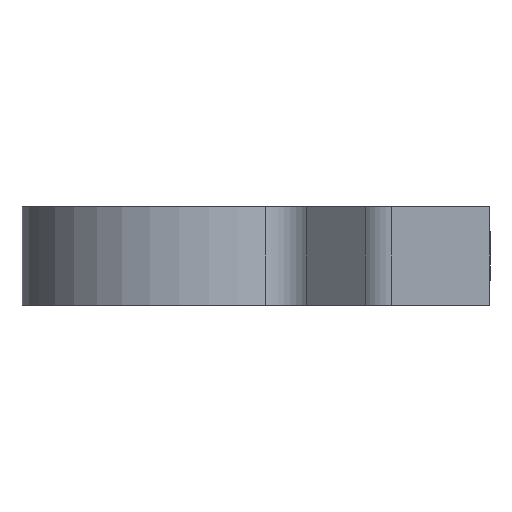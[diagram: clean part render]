
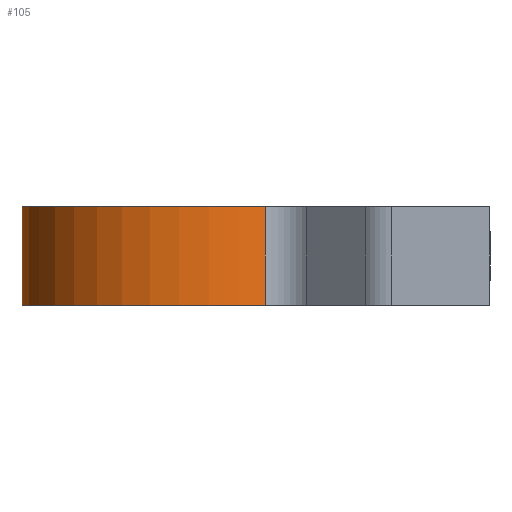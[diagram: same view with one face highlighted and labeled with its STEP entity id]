
A CAD part, left-side view. The second image highlights one B-rep face of the part: STEP entity #105.
In plain terms, the highlighted cylindrical face has radius 14 mm (diameter 28 mm), a partial arc.
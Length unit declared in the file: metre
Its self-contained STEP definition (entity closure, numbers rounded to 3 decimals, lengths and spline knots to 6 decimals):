
#105 = ADVANCED_FACE( 'NONE', ( #243 ), #244, .T. );
#243 = FACE_OUTER_BOUND( '', #735, .T. );
#244 = CYLINDRICAL_SURFACE( '', #736, 0.014 );
#735 = EDGE_LOOP( '', ( #2631, #2632, #2633, #2634, #2635, #2636 ) );
#736 = AXIS2_PLACEMENT_3D( '', #2637, #2638, #2639 );
#2631 = ORIENTED_EDGE( '', *, *, #3363, .F. );
#2632 = ORIENTED_EDGE( '', *, *, #3370, .T. );
#2633 = ORIENTED_EDGE( '', *, *, #3496, .F. );
#2634 = ORIENTED_EDGE( '', *, *, #3497, .T. );
#2635 = ORIENTED_EDGE( '', *, *, #3498, .T. );
#2636 = ORIENTED_EDGE( '', *, *, #3499, .T. );
#2637 = CARTESIAN_POINT( '', ( 0., 0., 0.008 ) );
#2638 = DIRECTION( '', ( 0., 0., 1. ) );
#2639 = DIRECTION( '', ( -1., 0., 0. ) );
#3363 = EDGE_CURVE( 'NONE', #3859, #3861, #3862, .T. );
#3370 = EDGE_CURVE( 'NONE', #3859, #3869, #3872, .T. );
#3496 = EDGE_CURVE( 'NONE', #4103, #3869, #4104, .T. );
#3497 = EDGE_CURVE( 'NONE', #4103, #4105, #4106, .T. );
#3498 = EDGE_CURVE( 'NONE', #4105, #4107, #4108, .T. );
#3499 = EDGE_CURVE( 'NONE', #4107, #3861, #4109, .T. );
#3859 = VERTEX_POINT( 'NONE', #5271 );
#3861 = VERTEX_POINT( 'NONE', #5273 );
#3862 = CIRCLE( '', #5274, 0.014 );
#3869 = VERTEX_POINT( 'NONE', #5283 );
#3872 = LINE( '', #5299, #5300 );
#4103 = VERTEX_POINT( 'NONE', #6908 );
#4104 = B_SPLINE_CURVE_WITH_KNOTS( '', 3, ( #6909, #6910, #6911, #6912, #6913, #6914, #6915, #6916, #6917, #6918, #6919, #6920, #6921, #6922, #6923, #6924, #6925, #6926, #6927, #6928, #6929 ), .UNSPECIFIED., .F., .F., ( 4, 1, 1, 1, 1, 1, 1, 1, 1, 1, 1, 1, 1, 1, 1, 1, 1, 1, 4 ), ( 0., 0.032211, 0.063671, 0.094424, 0.124515, 0.18858, 0.249458, 0.313386, 0.374467, 0.4375, 0.499308, 0.561268, 0.624449, 0.68573, 0.749882, 0.810615, 0.874535, 0.935825, 1. ), .UNSPECIFIED. );
#4105 = VERTEX_POINT( 'NONE', #6930 );
#4106 = LINE( '', #6931, #6932 );
#4107 = VERTEX_POINT( 'NONE', #6933 );
#4108 = CIRCLE( '', #6934, 0.014 );
#4109 = LINE( '', #6935, #6936 );
#5271 = CARTESIAN_POINT( '', ( 0.012353, 0.006588, 0.008 ) );
#5273 = CARTESIAN_POINT( '', ( -0.012756, -0.005768, 0.008 ) );
#5274 = AXIS2_PLACEMENT_3D( '', #9198, #9199, #9200 );
#5283 = CARTESIAN_POINT( '', ( 0.012353, 0.006588, 0.006768 ) );
#5299 = CARTESIAN_POINT( '', ( 0.012353, 0.006588, 0.008 ) );
#5300 = VECTOR( '', #9206, 1. );
#6908 = CARTESIAN_POINT( '', ( 0.012353, 0.006588, 0.001232 ) );
#6909 = CARTESIAN_POINT( '', ( 0.012353, 0.006588, 0.001232 ) );
#6910 = CARTESIAN_POINT( '', ( 0.012316, 0.006656, 0.001263 ) );
#6911 = CARTESIAN_POINT( '', ( 0.012244, 0.006791, 0.001325 ) );
#6912 = CARTESIAN_POINT( '', ( 0.012134, 0.006984, 0.001428 ) );
#6913 = CARTESIAN_POINT( '', ( 0.012027, 0.007168, 0.001538 ) );
#6914 = CARTESIAN_POINT( '', ( 0.011881, 0.007407, 0.0017 ) );
#6915 = CARTESIAN_POINT( '', ( 0.011703, 0.007687, 0.001928 ) );
#6916 = CARTESIAN_POINT( '', ( 0.011498, 0.00799, 0.002254 ) );
#6917 = CARTESIAN_POINT( '', ( 0.011318, 0.008242, 0.002626 ) );
#6918 = CARTESIAN_POINT( '', ( 0.011172, 0.008438, 0.003051 ) );
#6919 = CARTESIAN_POINT( '', ( 0.011077, 0.008562, 0.00351 ) );
#6920 = CARTESIAN_POINT( '', ( 0.011044, 0.008604, 0.003995 ) );
#6921 = CARTESIAN_POINT( '', ( 0.011076, 0.008564, 0.00448 ) );
#6922 = CARTESIAN_POINT( '', ( 0.01117, 0.008441, 0.004942 ) );
#6923 = CARTESIAN_POINT( '', ( 0.011315, 0.008246, 0.005368 ) );
#6924 = CARTESIAN_POINT( '', ( 0.011495, 0.007994, 0.005741 ) );
#6925 = CARTESIAN_POINT( '', ( 0.0117, 0.007691, 0.006068 ) );
#6926 = CARTESIAN_POINT( '', ( 0.011914, 0.007356, 0.006342 ) );
#6927 = CARTESIAN_POINT( '', ( 0.012136, 0.006987, 0.006579 ) );
#6928 = CARTESIAN_POINT( '', ( 0.012279, 0.006723, 0.006704 ) );
#6929 = CARTESIAN_POINT( '', ( 0.012353, 0.006588, 0.006768 ) );
#6930 = CARTESIAN_POINT( '', ( 0.012353, 0.006588, 0. ) );
#6931 = CARTESIAN_POINT( '', ( 0.012353, 0.006588, 0.008 ) );
#6932 = VECTOR( '', #9249, 1. );
#6933 = CARTESIAN_POINT( '', ( -0.012756, -0.005768, 0. ) );
#6934 = AXIS2_PLACEMENT_3D( '', #9250, #9251, #9252 );
#6935 = CARTESIAN_POINT( '', ( -0.012756, -0.005768, 0.008 ) );
#6936 = VECTOR( '', #9253, 1. );
#9198 = CARTESIAN_POINT( '', ( 0., 0., 0.008 ) );
#9199 = DIRECTION( '', ( 0., 0., 1. ) );
#9200 = DIRECTION( '', ( 1., 0., 0. ) );
#9206 = DIRECTION( '', ( 0., 0., -1. ) );
#9249 = DIRECTION( '', ( 0., 0., -1. ) );
#9250 = CARTESIAN_POINT( '', ( 0., 0., 0. ) );
#9251 = DIRECTION( '', ( 0., 0., 1. ) );
#9252 = DIRECTION( '', ( 1., 0., 0. ) );
#9253 = DIRECTION( '', ( 0., 0., 1. ) );
